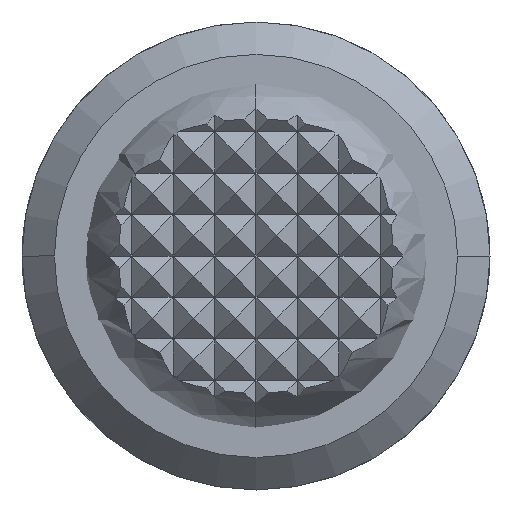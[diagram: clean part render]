
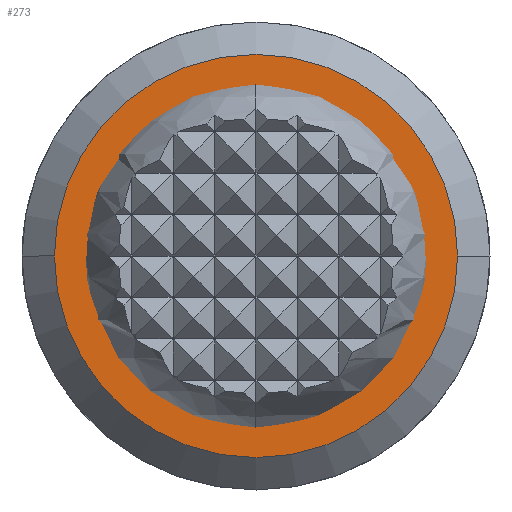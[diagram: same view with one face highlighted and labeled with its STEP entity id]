
A CAD part, left-side view. The second image highlights one B-rep face of the part: STEP entity #273.
In plain terms, the highlighted planar face has unit normal (-1, 0, 0).
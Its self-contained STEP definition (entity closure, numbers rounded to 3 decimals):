
#273=ADVANCED_FACE('',(#715),#716,.T.);
#715=FACE_OUTER_BOUND('',#1329,.T.);
#716=PLANE('',#1330);
#1329=EDGE_LOOP('',(#2056,#2057));
#1330=AXIS2_PLACEMENT_3D('',#2058,#2059,#2060);
#2056=ORIENTED_EDGE('',*,*,#3478,.T.);
#2057=ORIENTED_EDGE('',*,*,#3407,.T.);
#2058=CARTESIAN_POINT('',(0.0,0.0,0.0));
#2059=DIRECTION('',(-1.0,0.0,0.0));
#2060=DIRECTION('',(0.0,0.0,1.0));
#3407=EDGE_CURVE('',#3977,#3974,#3978,.T.);
#3478=EDGE_CURVE('',#3974,#3977,#4082,.T.);
#3974=VERTEX_POINT('',#4715);
#3977=VERTEX_POINT('',#4719);
#3978=CIRCLE('',#4720,5.6);
#4082=CIRCLE('',#4845,5.6);
#4715=CARTESIAN_POINT('',(0.0,0.0,-5.6));
#4719=CARTESIAN_POINT('',(0.0,0.,5.6));
#4720=AXIS2_PLACEMENT_3D('',#5722,#5723,#5724);
#4845=AXIS2_PLACEMENT_3D('',#5836,#5837,#5838);
#5722=CARTESIAN_POINT('',(0.0,0.0,0.0));
#5723=DIRECTION('',(-1.0,0.0,0.0));
#5724=DIRECTION('',(0.0,0.0,-1.0));
#5836=CARTESIAN_POINT('',(0.0,0.0,0.0));
#5837=DIRECTION('',(-1.0,0.0,0.0));
#5838=DIRECTION('',(0.0,0.0,-1.0));
